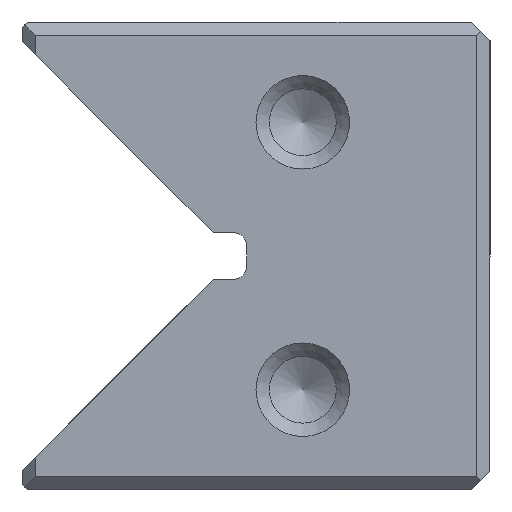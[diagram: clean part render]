
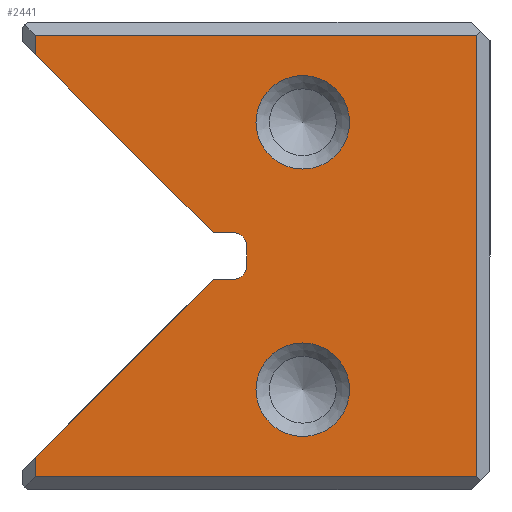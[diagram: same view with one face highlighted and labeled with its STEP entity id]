
A CAD part, left-side view. The second image highlights one B-rep face of the part: STEP entity #2441.
In plain terms, the highlighted planar face has unit normal (-1, 0, 0).
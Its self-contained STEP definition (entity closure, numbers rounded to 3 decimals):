
#2441=ADVANCED_FACE('',(#3269,#3270,#3271),#2790,.T.);
#2790=PLANE('',#8364);
#3022=CIRCLE('',#8360,3.5);
#3023=CIRCLE('',#8361,3.5);
#3024=CIRCLE('',#8362,1.);
#3025=CIRCLE('',#8363,1.);
#3269=FACE_BOUND('',#3389,.T.);
#3270=FACE_BOUND('',#3390,.T.);
#3271=FACE_BOUND('',#3391,.T.);
#3389=EDGE_LOOP('',(#4015));
#3390=EDGE_LOOP('',(#4016));
#3391=EDGE_LOOP('',(#4017,#4018,#4019,#4020,#4021,#4022,#4023,#4024,#4025,
#4026,#4027,#4028));
#4015=ORIENTED_EDGE('',*,*,#6383,.F.);
#4016=ORIENTED_EDGE('',*,*,#6384,.T.);
#4017=ORIENTED_EDGE('',*,*,#6385,.T.);
#4018=ORIENTED_EDGE('',*,*,#6386,.T.);
#4019=ORIENTED_EDGE('',*,*,#6387,.T.);
#4020=ORIENTED_EDGE('',*,*,#6388,.T.);
#4021=ORIENTED_EDGE('',*,*,#6389,.T.);
#4022=ORIENTED_EDGE('',*,*,#6390,.T.);
#4023=ORIENTED_EDGE('',*,*,#6391,.T.);
#4024=ORIENTED_EDGE('',*,*,#6392,.T.);
#4025=ORIENTED_EDGE('',*,*,#6393,.T.);
#4026=ORIENTED_EDGE('',*,*,#6394,.T.);
#4027=ORIENTED_EDGE('',*,*,#6395,.F.);
#4028=ORIENTED_EDGE('',*,*,#6396,.F.);
#5779=VERTEX_POINT('',#10625);
#5780=VERTEX_POINT('',#10627);
#5781=VERTEX_POINT('',#10629);
#5782=VERTEX_POINT('',#10630);
#5783=VERTEX_POINT('',#10632);
#5784=VERTEX_POINT('',#10634);
#5785=VERTEX_POINT('',#10636);
#5786=VERTEX_POINT('',#10638);
#5787=VERTEX_POINT('',#10640);
#5788=VERTEX_POINT('',#10642);
#5789=VERTEX_POINT('',#10644);
#5790=VERTEX_POINT('',#10646);
#5791=VERTEX_POINT('',#10648);
#5792=VERTEX_POINT('',#10650);
#6383=EDGE_CURVE('',#5779,#5779,#3022,.T.);
#6384=EDGE_CURVE('',#5780,#5780,#3023,.T.);
#6385=EDGE_CURVE('',#5781,#5782,#7185,.T.);
#6386=EDGE_CURVE('',#5782,#5783,#7186,.T.);
#6387=EDGE_CURVE('',#5783,#5784,#7187,.T.);
#6388=EDGE_CURVE('',#5784,#5785,#7188,.T.);
#6389=EDGE_CURVE('',#5785,#5786,#7189,.T.);
#6390=EDGE_CURVE('',#5786,#5787,#7190,.T.);
#6391=EDGE_CURVE('',#5787,#5788,#7191,.T.);
#6392=EDGE_CURVE('',#5788,#5789,#3024,.T.);
#6393=EDGE_CURVE('',#5789,#5790,#7192,.T.);
#6394=EDGE_CURVE('',#5790,#5791,#3025,.T.);
#6395=EDGE_CURVE('',#5792,#5791,#7193,.T.);
#6396=EDGE_CURVE('',#5781,#5792,#7194,.T.);
#7185=LINE('',#10628,#7847);
#7186=LINE('',#10631,#7848);
#7187=LINE('',#10633,#7849);
#7188=LINE('',#10635,#7850);
#7189=LINE('',#10637,#7851);
#7190=LINE('',#10639,#7852);
#7191=LINE('',#10641,#7853);
#7192=LINE('',#10645,#7854);
#7193=LINE('',#10649,#7855);
#7194=LINE('',#10651,#7856);
#7847=VECTOR('',#8825,1.);
#7848=VECTOR('',#8826,1.);
#7849=VECTOR('',#8827,1.);
#7850=VECTOR('',#8828,1.);
#7851=VECTOR('',#8829,1.);
#7852=VECTOR('',#8830,1.);
#7853=VECTOR('',#8831,1.);
#7854=VECTOR('',#8834,1.);
#7855=VECTOR('',#8837,1.);
#7856=VECTOR('',#8838,1.);
#8360=AXIS2_PLACEMENT_3D('',#10624,#8821,#8822);
#8361=AXIS2_PLACEMENT_3D('',#10626,#8823,#8824);
#8362=AXIS2_PLACEMENT_3D('',#10643,#8832,#8833);
#8363=AXIS2_PLACEMENT_3D('',#10647,#8835,#8836);
#8364=AXIS2_PLACEMENT_3D('',#10652,#8839,#8840);
#8821=DIRECTION('',(-1.,0.,0.));
#8822=DIRECTION('',(0.,0.,1.));
#8823=DIRECTION('',(1.,0.,0.));
#8824=DIRECTION('',(0.,0.,-1.));
#8825=DIRECTION('',(0.,0.,-1.));
#8826=DIRECTION('',(0.,-1.,0.));
#8827=DIRECTION('',(0.,0.,1.));
#8828=DIRECTION('',(0.,1.,0.));
#8829=DIRECTION('',(0.,0.,-1.));
#8830=DIRECTION('',(0.,-0.707,-0.707));
#8831=DIRECTION('',(0.,-1.,0.));
#8832=DIRECTION('',(1.,0.,0.));
#8833=DIRECTION('',(0.,0.,1.));
#8834=DIRECTION('',(0.,0.,-1.));
#8835=DIRECTION('',(1.,0.,0.));
#8836=DIRECTION('',(0.,0.,1.));
#8837=DIRECTION('',(0.,-1.,0.));
#8838=DIRECTION('',(0.,-0.707,0.707));
#8839=DIRECTION('',(-1.,0.,0.));
#8840=DIRECTION('',(0.,0.,-1.));
#10624=CARTESIAN_POINT('',(0.,14.,7.5));
#10625=CARTESIAN_POINT('',(0.,14.,11.));
#10626=CARTESIAN_POINT('',(0.,14.,27.5));
#10627=CARTESIAN_POINT('',(0.,14.,24.));
#10628=CARTESIAN_POINT('',(0.,34.,0.));
#10629=CARTESIAN_POINT('',(0.,34.,2.458));
#10630=CARTESIAN_POINT('',(0.,34.,1.));
#10631=CARTESIAN_POINT('',(0.,17.5,1.));
#10632=CARTESIAN_POINT('',(0.,1.,1.));
#10633=CARTESIAN_POINT('',(0.,1.,0.));
#10634=CARTESIAN_POINT('',(0.,1.,34.));
#10635=CARTESIAN_POINT('',(0.,17.5,34.));
#10636=CARTESIAN_POINT('',(0.,34.,34.));
#10637=CARTESIAN_POINT('',(0.,34.,0.));
#10638=CARTESIAN_POINT('',(0.,34.,32.542));
#10639=CARTESIAN_POINT('',(0.,35.,33.542));
#10640=CARTESIAN_POINT('',(0.,20.708,19.25));
#10641=CARTESIAN_POINT('',(0.,18.2,19.25));
#10642=CARTESIAN_POINT('',(0.,19.2,19.25));
#10643=CARTESIAN_POINT('',(0.,19.2,18.25));
#10644=CARTESIAN_POINT('',(0.,18.2,18.25));
#10645=CARTESIAN_POINT('',(0.,18.2,19.25));
#10646=CARTESIAN_POINT('',(0.,18.2,16.75));
#10647=CARTESIAN_POINT('',(0.,19.2,16.75));
#10648=CARTESIAN_POINT('',(0.,19.2,15.75));
#10649=CARTESIAN_POINT('',(0.,18.2,15.75));
#10650=CARTESIAN_POINT('',(0.,20.708,15.75));
#10651=CARTESIAN_POINT('',(0.,35.,1.458));
#10652=CARTESIAN_POINT('',(0.,17.5,0.));
